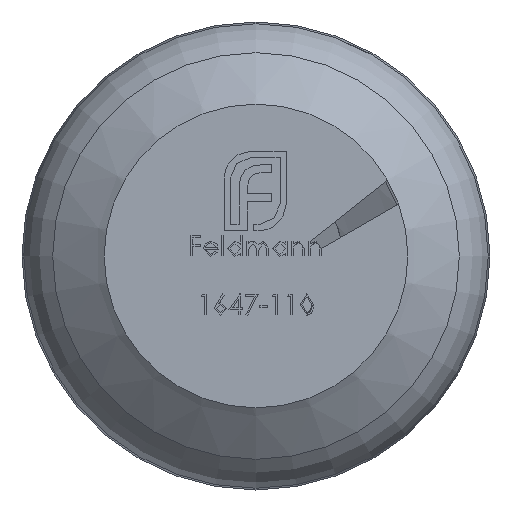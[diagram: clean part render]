
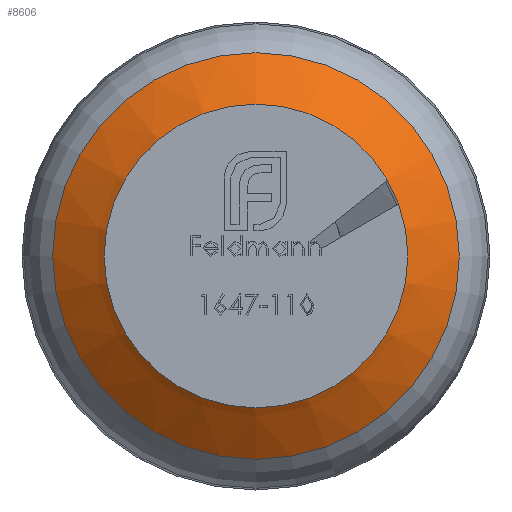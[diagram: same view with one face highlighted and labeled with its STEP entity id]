
A CAD part, front view. The second image highlights one B-rep face of the part: STEP entity #8606.
In plain terms, the highlighted conical face has half-angle 53.51 degrees and reference radius 4.616 mm.
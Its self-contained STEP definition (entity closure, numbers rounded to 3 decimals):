
#24 = DIRECTION ( 'NONE',  ( 0., 0., -1. ) ) ;
#815 = DIRECTION ( 'NONE',  ( 0., -1., 0. ) ) ;
#848 = CARTESIAN_POINT ( 'NONE',  ( 0., 1087.054, 0. ) ) ;
#986 = CONICAL_SURFACE ( 'NONE', #6408, 4.616, 0.934 ) ;
#2103 = AXIS2_PLACEMENT_3D ( 'NONE', #848, #815, #24 ) ;
#2236 = CARTESIAN_POINT ( 'NONE',  ( 0., 1087.054, 0. ) ) ;
#3586 = EDGE_LOOP ( 'NONE', ( #4320 ) ) ;
#4071 = DIRECTION ( 'NONE',  ( 0., 0., 1. ) ) ;
#4320 = ORIENTED_EDGE ( 'NONE', *, *, #5517, .F. ) ;
#4954 = CIRCLE ( 'NONE', #2103, 4.616 ) ;
#5061 = FACE_OUTER_BOUND ( 'NONE', #8074, .T. ) ;
#5517 = EDGE_CURVE ( 'NONE', #9108, #9108, #4954, .T. ) ;
#6408 = AXIS2_PLACEMENT_3D ( 'NONE', #2236, #8270, #4071 ) ;
#6502 = CARTESIAN_POINT ( 'NONE',  ( 0., 1089.582, -8.034 ) ) ;
#6850 = DIRECTION ( 'NONE',  ( 0., -1., 0. ) ) ;
#6961 = CARTESIAN_POINT ( 'NONE',  ( 0., 1089.582, 0. ) ) ;
#6978 = ORIENTED_EDGE ( 'NONE', *, *, #10743, .T. ) ;
#8074 = EDGE_LOOP ( 'NONE', ( #6978 ) ) ;
#8270 = DIRECTION ( 'NONE',  ( 0., 1., 0. ) ) ;
#8292 = CIRCLE ( 'NONE', #9013, 8.034 ) ;
#8606 = ADVANCED_FACE ( 'NONE', ( #5061, #11158 ), #986, .T. ) ;
#8826 = VERTEX_POINT ( 'NONE', #6502 ) ;
#9013 = AXIS2_PLACEMENT_3D ( 'NONE', #6961, #6850, #9458 ) ;
#9108 = VERTEX_POINT ( 'NONE', #9980 ) ;
#9458 = DIRECTION ( 'NONE',  ( 0., 0., -1. ) ) ;
#9980 = CARTESIAN_POINT ( 'NONE',  ( 0., 1087.054, -4.616 ) ) ;
#10743 = EDGE_CURVE ( 'NONE', #8826, #8826, #8292, .T. ) ;
#11158 = FACE_BOUND ( 'NONE', #3586, .T. ) ;
